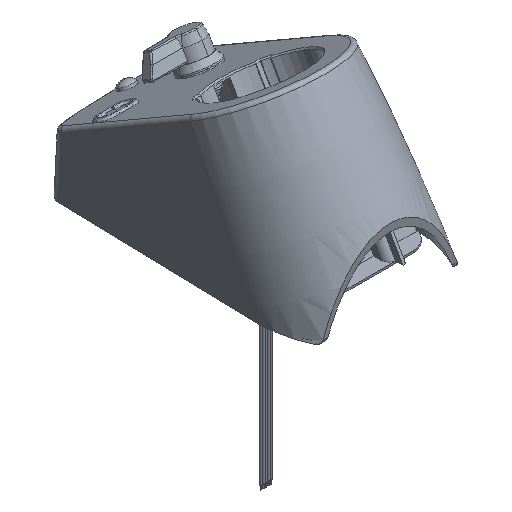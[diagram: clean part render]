
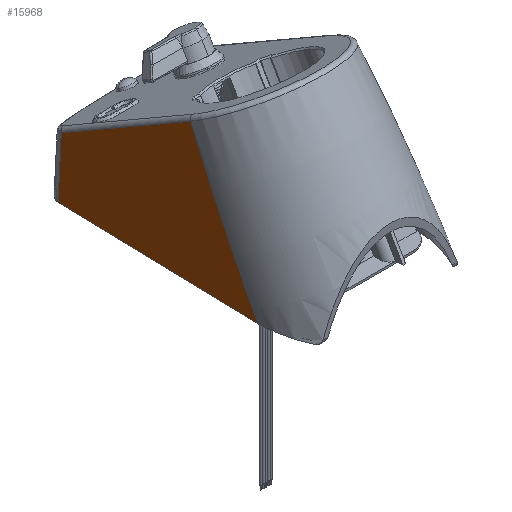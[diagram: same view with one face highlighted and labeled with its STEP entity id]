
A CAD part, isometric view. The second image highlights one B-rep face of the part: STEP entity #15968.
In plain terms, the highlighted cylindrical face has radius 1500 mm (diameter 3000 mm), a partial arc.
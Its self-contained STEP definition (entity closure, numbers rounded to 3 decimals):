
#286 =( BOUNDED_CURVE ( )  B_SPLINE_CURVE ( 3, ( #11981, #2787, #1040, #4294 ),
 .UNSPECIFIED., .F., .F. ) 
 B_SPLINE_CURVE_WITH_KNOTS ( ( 4, 4 ),
 ( 1.497, 1.548 ),
 .UNSPECIFIED. ) 
 CURVE ( )  GEOMETRIC_REPRESENTATION_ITEM ( )  RATIONAL_B_SPLINE_CURVE ( ( 1., 1., 1., 1. ) ) 
 REPRESENTATION_ITEM ( '' )  );
#517 = DIRECTION ( 'NONE',  ( 0., 1., 0. ) ) ;
#1021 = DIRECTION ( 'NONE',  ( 0., 0., 1. ) ) ;
#1040 = CARTESIAN_POINT ( 'NONE',  ( -59.551, 43.754, -90.497 ) ) ;
#1438 = CIRCLE ( 'NONE', #3453, 1500. ) ;
#1954 = EDGE_LOOP ( 'NONE', ( #6858, #18902, #19984, #2365 ) ) ;
#2020 = AXIS2_PLACEMENT_3D ( 'NONE', #6765, #517, #14464 ) ;
#2365 = ORIENTED_EDGE ( 'NONE', *, *, #19645, .T. ) ;
#2593 = CARTESIAN_POINT ( 'NONE',  ( -53.269, 0., -2.705 ) ) ;
#2787 = CARTESIAN_POINT ( 'NONE',  ( -58.336, 87.468, -65.259 ) ) ;
#3053 = VERTEX_POINT ( 'NONE', #4641 ) ;
#3299 = EDGE_CURVE ( 'NONE', #13303, #16858, #7952, .T. ) ;
#3453 = AXIS2_PLACEMENT_3D ( 'NONE', #10216, #4072, #1021 ) ;
#3866 = VECTOR ( 'NONE', #4837, 1000. ) ;
#4072 = DIRECTION ( 'NONE',  ( 0., -1., 0. ) ) ;
#4294 = CARTESIAN_POINT ( 'NONE',  ( -60.128, 0., -115.759 ) ) ;
#4641 = CARTESIAN_POINT ( 'NONE',  ( -56.484, 131.116, -40.059 ) ) ;
#4837 = DIRECTION ( 'NONE',  ( 0., 1., 0. ) ) ;
#6765 = CARTESIAN_POINT ( 'NONE',  ( 1439.481, 0., -150. ) ) ;
#6858 = ORIENTED_EDGE ( 'NONE', *, *, #14438, .F. ) ;
#7046 = CARTESIAN_POINT ( 'NONE',  ( -55.57, 124.238, -27.613 ) ) ;
#7913 = VERTEX_POINT ( 'NONE', #16039 ) ;
#7952 = LINE ( 'NONE', #14080, #3866 ) ;
#8057 = B_SPLINE_CURVE_WITH_KNOTS ( 'NONE', 3,
 ( #8263, #8138, #7046, #17557 ),
 .UNSPECIFIED., .F., .F.,
 ( 4, 4 ),
 ( 0.003, 0.046 ),
 .UNSPECIFIED. ) ;
#8138 = CARTESIAN_POINT ( 'NONE',  ( -54.498, 117.394, -15.159 ) ) ;
#8263 = CARTESIAN_POINT ( 'NONE',  ( -53.269, 110.58, -2.705 ) ) ;
#8824 = FACE_OUTER_BOUND ( 'NONE', #1954, .T. ) ;
#10216 = CARTESIAN_POINT ( 'NONE',  ( 1439.481, 0., -150. ) ) ;
#11981 = CARTESIAN_POINT ( 'NONE',  ( -56.484, 131.116, -40.059 ) ) ;
#13303 = VERTEX_POINT ( 'NONE', #2593 ) ;
#14080 = CARTESIAN_POINT ( 'NONE',  ( -53.269, 0., -2.705 ) ) ;
#14438 = EDGE_CURVE ( 'NONE', #13303, #7913, #1438, .T. ) ;
#14464 = DIRECTION ( 'NONE',  ( 0., 0., 1. ) ) ;
#15968 = ADVANCED_FACE ( 'NONE', ( #8824 ), #19474, .T. ) ;
#16039 = CARTESIAN_POINT ( 'NONE',  ( -60.128, 0., -115.759 ) ) ;
#16858 = VERTEX_POINT ( 'NONE', #19829 ) ;
#17557 = CARTESIAN_POINT ( 'NONE',  ( -56.484, 131.116, -40.059 ) ) ;
#18690 = EDGE_CURVE ( 'NONE', #16858, #3053, #8057, .T. ) ;
#18902 = ORIENTED_EDGE ( 'NONE', *, *, #3299, .T. ) ;
#19474 = CYLINDRICAL_SURFACE ( 'NONE', #2020, 1500. ) ;
#19645 = EDGE_CURVE ( 'NONE', #3053, #7913, #286, .T. ) ;
#19829 = CARTESIAN_POINT ( 'NONE',  ( -53.269, 110.58, -2.705 ) ) ;
#19984 = ORIENTED_EDGE ( 'NONE', *, *, #18690, .T. ) ;
